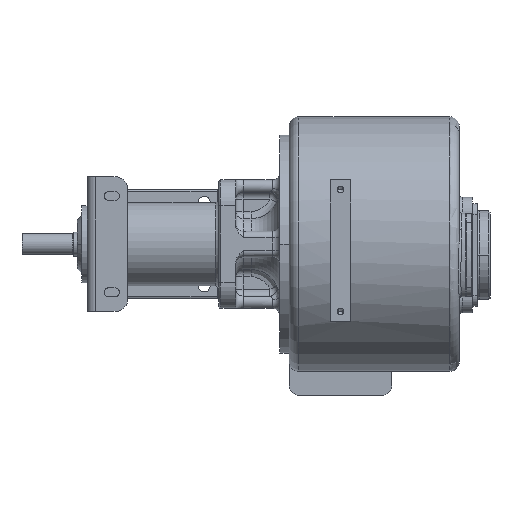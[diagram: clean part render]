
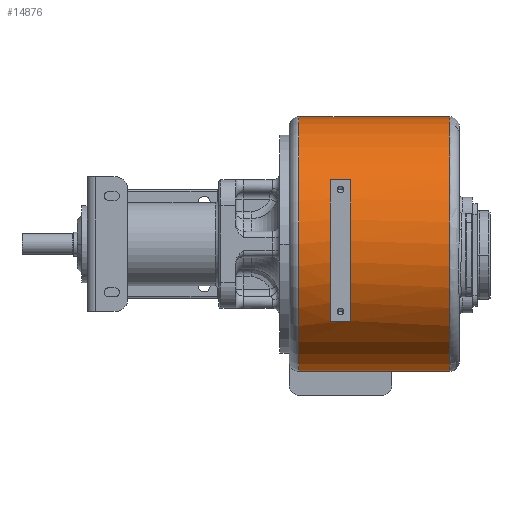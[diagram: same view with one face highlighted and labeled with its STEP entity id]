
A CAD part, front view. The second image highlights one B-rep face of the part: STEP entity #14876.
In plain terms, the highlighted cylindrical face has radius 198.5 mm (diameter 397 mm), a partial arc.
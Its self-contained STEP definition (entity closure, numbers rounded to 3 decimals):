
#3205=CARTESIAN_POINT('',(-65.,199.5,0.));
#3206=DIRECTION('',(-1.,0.,0.));
#3207=DIRECTION('',(0.,0.,-1.));
#3208=AXIS2_PLACEMENT_3D('',#3205,#3206,#3207);
#3210=CARTESIAN_POINT('',(170.,199.5,0.));
#3211=DIRECTION('',(1.,0.,0.));
#3212=DIRECTION('',(0.,0.,1.));
#3213=AXIS2_PLACEMENT_3D('',#3210,#3211,#3212);
#3215=DIRECTION('',(1.,0.,0.));
#3216=VECTOR('',#3215,235.);
#3217=CARTESIAN_POINT('',(-65.,199.5,-198.5));
#3218=LINE('',#3217,#3216);
#3219=DIRECTION('',(-1.,0.,0.));
#3220=VECTOR('',#3219,32.);
#3221=CARTESIAN_POINT('',(16.,41.379,-120.));
#3222=LINE('',#3221,#3220);
#3223=CARTESIAN_POINT('',(16.,199.5,0.));
#3224=DIRECTION('',(-1.,0.,0.));
#3225=DIRECTION('',(0.,-0.797,-0.605));
#3226=AXIS2_PLACEMENT_3D('',#3223,#3224,#3225);
#3228=DIRECTION('',(-1.,0.,0.));
#3229=VECTOR('',#3228,32.);
#3230=CARTESIAN_POINT('',(16.,28.029,100.));
#3231=LINE('',#3230,#3229);
#3232=CARTESIAN_POINT('',(-16.,199.5,0.));
#3233=DIRECTION('',(-1.,0.,0.));
#3234=DIRECTION('',(0.,-0.797,-0.605));
#3235=AXIS2_PLACEMENT_3D('',#3232,#3233,#3234);
#3245=DIRECTION('',(1.,0.,0.));
#3246=VECTOR('',#3245,235.);
#3247=CARTESIAN_POINT('',(-65.,199.5,198.5));
#3248=LINE('',#3247,#3246);
#9812=CARTESIAN_POINT('',(-16.,41.379,-120.));
#9813=VERTEX_POINT('',#9812);
#9814=CARTESIAN_POINT('',(16.,41.379,-120.));
#9815=VERTEX_POINT('',#9814);
#9816=CARTESIAN_POINT('',(16.,28.029,100.));
#9817=VERTEX_POINT('',#9816);
#9818=CARTESIAN_POINT('',(-16.,28.029,100.));
#9819=VERTEX_POINT('',#9818);
#9894=CARTESIAN_POINT('',(170.,199.5,-198.5));
#9895=VERTEX_POINT('',#9894);
#9896=CARTESIAN_POINT('',(170.,199.5,198.5));
#9897=VERTEX_POINT('',#9896);
#9930=CARTESIAN_POINT('',(-65.,199.5,-198.5));
#9931=VERTEX_POINT('',#9930);
#9934=CARTESIAN_POINT('',(-65.,199.5,198.5));
#9935=VERTEX_POINT('',#9934);
#14854=CARTESIAN_POINT('',(-80.,199.5,0.));
#14855=DIRECTION('',(-1.,0.,0.));
#14856=DIRECTION('',(0.,0.,1.));
#14857=AXIS2_PLACEMENT_3D('',#14854,#14855,#14856);
#14858=CYLINDRICAL_SURFACE('',#14857,198.5);
#14859=ORIENTED_EDGE('',*,*,#12452,.T.);
#14861=ORIENTED_EDGE('',*,*,#14860,.T.);
#14862=ORIENTED_EDGE('',*,*,#13602,.T.);
#14863=ORIENTED_EDGE('',*,*,#13764,.F.);
#14864=EDGE_LOOP('',(#14859,#14861,#14862,#14863));
#14865=FACE_OUTER_BOUND('',#14864,.F.);
#14867=ORIENTED_EDGE('',*,*,#14866,.F.);
#14869=ORIENTED_EDGE('',*,*,#14868,.T.);
#14871=ORIENTED_EDGE('',*,*,#14870,.T.);
#14873=ORIENTED_EDGE('',*,*,#14872,.F.);
#14874=EDGE_LOOP('',(#14867,#14869,#14871,#14873));
#14875=FACE_BOUND('',#14874,.F.);
#14876=ADVANCED_FACE('',(#14865,#14875),#14858,.T.);
#3209=CIRCLE('',#3208,198.5);
#3214=CIRCLE('',#3213,198.5);
#3227=CIRCLE('',#3226,198.5);
#3236=CIRCLE('',#3235,198.5);
#12452=EDGE_CURVE('',#9931,#9935,#3209,.T.);
#13602=EDGE_CURVE('',#9897,#9895,#3214,.T.);
#13764=EDGE_CURVE('',#9931,#9895,#3218,.T.);
#14860=EDGE_CURVE('',#9935,#9897,#3248,.T.);
#14866=EDGE_CURVE('',#9815,#9813,#3222,.T.);
#14868=EDGE_CURVE('',#9815,#9817,#3227,.T.);
#14870=EDGE_CURVE('',#9817,#9819,#3231,.T.);
#14872=EDGE_CURVE('',#9813,#9819,#3236,.T.);
